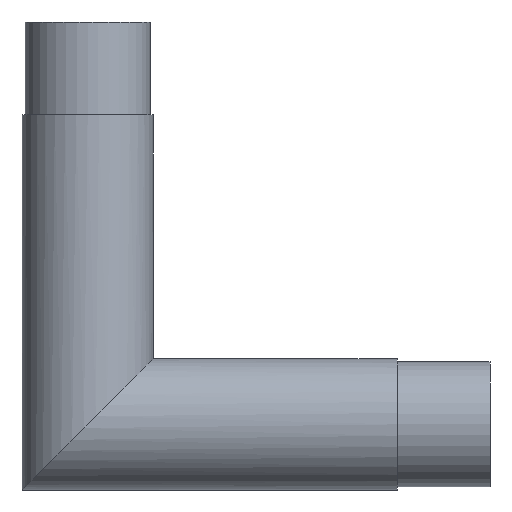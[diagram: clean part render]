
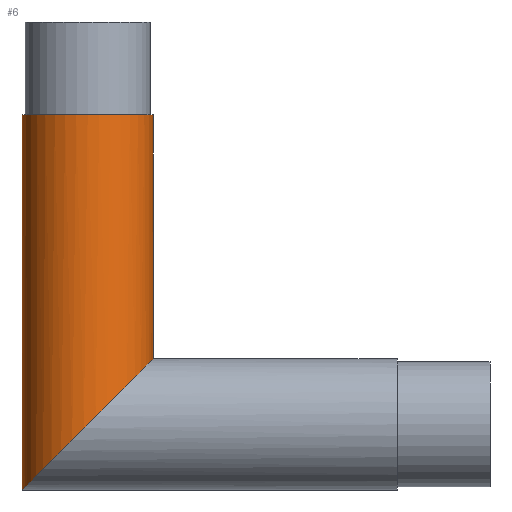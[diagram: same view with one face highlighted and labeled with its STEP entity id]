
A CAD part, front view. The second image highlights one B-rep face of the part: STEP entity #6.
In plain terms, the highlighted cylindrical face has radius 21.2 mm (diameter 42.4 mm), a partial arc.
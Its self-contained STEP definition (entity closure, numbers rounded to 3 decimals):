
#6 = ADVANCED_FACE ( 'NONE', ( #397 ), #405, .T. ) ;
#32 = VERTEX_POINT ( 'NONE', #157 ) ;
#46 = DIRECTION ( 'NONE',  ( 0., 0., 1. ) ) ;
#50 = CARTESIAN_POINT ( 'NONE',  ( -21.2, 0., -21.2 ) ) ;
#67 = EDGE_LOOP ( 'NONE', ( #572, #272, #300, #223 ) ) ;
#109 = VECTOR ( 'NONE', #241, 1000. ) ;
#157 = CARTESIAN_POINT ( 'NONE',  ( -21.2, 0., 100. ) ) ;
#165 = AXIS2_PLACEMENT_3D ( 'NONE', #582, #588, #491 ) ;
#169 = VERTEX_POINT ( 'NONE', #382 ) ;
#223 = ORIENTED_EDGE ( 'NONE', *, *, #326, .F. ) ;
#226 =( BOUNDED_CURVE ( )  B_SPLINE_CURVE ( 3, ( #354, #569, #498, #50 ),
 .UNSPECIFIED., .F., .F. ) 
 B_SPLINE_CURVE_WITH_KNOTS ( ( 4, 4 ),
 ( 3.142, 6.283 ),
 .UNSPECIFIED. ) 
 CURVE ( )  GEOMETRIC_REPRESENTATION_ITEM ( )  RATIONAL_B_SPLINE_CURVE ( ( 1., 0.333, 0.333, 1. ) ) 
 REPRESENTATION_ITEM ( '' )  );
#241 = DIRECTION ( 'NONE',  ( 0., 0., -1. ) ) ;
#269 = CARTESIAN_POINT ( 'NONE',  ( -21.2, 0., -21.2 ) ) ;
#272 = ORIENTED_EDGE ( 'NONE', *, *, #358, .F. ) ;
#275 = LINE ( 'NONE', #360, #330 ) ;
#279 = AXIS2_PLACEMENT_3D ( 'NONE', #508, #46, #356 ) ;
#300 = ORIENTED_EDGE ( 'NONE', *, *, #466, .T. ) ;
#326 = EDGE_CURVE ( 'NONE', #169, #349, #226, .T. ) ;
#330 = VECTOR ( 'NONE', #501, 1000. ) ;
#333 = CARTESIAN_POINT ( 'NONE',  ( 21.2, 0., 100. ) ) ;
#349 = VERTEX_POINT ( 'NONE', #269 ) ;
#354 = CARTESIAN_POINT ( 'NONE',  ( 21.2, 0., 21.2 ) ) ;
#356 = DIRECTION ( 'NONE',  ( 1., 0., 0. ) ) ;
#358 = EDGE_CURVE ( 'NONE', #32, #591, #465, .T. ) ;
#360 = CARTESIAN_POINT ( 'NONE',  ( -21.2, 0., 100. ) ) ;
#381 = LINE ( 'NONE', #560, #109 ) ;
#382 = CARTESIAN_POINT ( 'NONE',  ( 21.2, 0., 21.2 ) ) ;
#397 = FACE_OUTER_BOUND ( 'NONE', #67, .T. ) ;
#405 = CYLINDRICAL_SURFACE ( 'NONE', #165, 21.2 ) ;
#465 = CIRCLE ( 'NONE', #279, 21.2 ) ;
#466 = EDGE_CURVE ( 'NONE', #32, #349, #275, .T. ) ;
#491 = DIRECTION ( 'NONE',  ( -1., 0., 0. ) ) ;
#498 = CARTESIAN_POINT ( 'NONE',  ( -21.2, -42.4, -21.2 ) ) ;
#501 = DIRECTION ( 'NONE',  ( 0., 0., -1. ) ) ;
#508 = CARTESIAN_POINT ( 'NONE',  ( 0., 0., 100. ) ) ;
#559 = EDGE_CURVE ( 'NONE', #591, #169, #381, .T. ) ;
#560 = CARTESIAN_POINT ( 'NONE',  ( 21.2, 0., 100. ) ) ;
#569 = CARTESIAN_POINT ( 'NONE',  ( 21.2, -42.4, 21.2 ) ) ;
#572 = ORIENTED_EDGE ( 'NONE', *, *, #559, .F. ) ;
#582 = CARTESIAN_POINT ( 'NONE',  ( 0., 0., 100. ) ) ;
#588 = DIRECTION ( 'NONE',  ( 0., 0., -1. ) ) ;
#591 = VERTEX_POINT ( 'NONE', #333 ) ;
